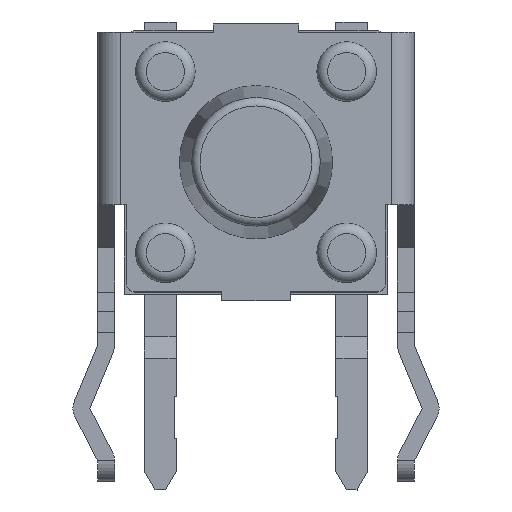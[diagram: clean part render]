
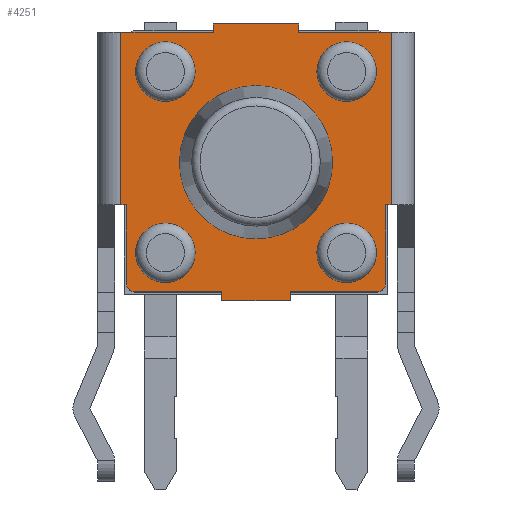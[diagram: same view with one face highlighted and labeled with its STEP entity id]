
A CAD part, top view. The second image highlights one B-rep face of the part: STEP entity #4251.
In plain terms, the highlighted planar face has unit normal (0, 0, 1).
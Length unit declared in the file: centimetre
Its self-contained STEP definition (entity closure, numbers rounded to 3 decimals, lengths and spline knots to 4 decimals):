
#95=PLANE('',#4530);
#239=FACE_BOUND('',#628,.T.);
#240=FACE_BOUND('',#629,.T.);
#241=FACE_BOUND('',#630,.T.);
#242=FACE_BOUND('',#631,.T.);
#243=FACE_BOUND('',#632,.T.);
#375=FACE_OUTER_BOUND('',#627,.T.);
#627=EDGE_LOOP('',(#3549,#3550,#3551,#3552,#3553,#3554,#3555,#3556,#3557,
#3558,#3559,#3560,#3561,#3562,#3563,#3564,#3565,#3566));
#628=EDGE_LOOP('',(#3567));
#629=EDGE_LOOP('',(#3568));
#630=EDGE_LOOP('',(#3569));
#631=EDGE_LOOP('',(#3570));
#632=EDGE_LOOP('',(#3571));
#857=LINE('',#6040,#1403);
#865=LINE('',#6063,#1411);
#997=LINE('',#6336,#1543);
#1002=LINE('',#6347,#1548);
#1149=LINE('',#6643,#1695);
#1150=LINE('',#6645,#1696);
#1151=LINE('',#6647,#1697);
#1152=LINE('',#6648,#1698);
#1153=LINE('',#6649,#1699);
#1154=LINE('',#6651,#1700);
#1155=LINE('',#6655,#1701);
#1156=LINE('',#6657,#1702);
#1157=LINE('',#6659,#1703);
#1158=LINE('',#6661,#1704);
#1159=LINE('',#6663,#1705);
#1160=LINE('',#6666,#1706);
#1403=VECTOR('',#4860,100.);
#1411=VECTOR('',#4876,100.);
#1543=VECTOR('',#5034,100.);
#1548=VECTOR('',#5043,100.);
#1695=VECTOR('',#5340,100.);
#1696=VECTOR('',#5341,100.);
#1697=VECTOR('',#5342,100.);
#1698=VECTOR('',#5343,100.);
#1699=VECTOR('',#5344,100.);
#1700=VECTOR('',#5345,100.);
#1701=VECTOR('',#5348,100.);
#1702=VECTOR('',#5349,100.);
#1703=VECTOR('',#5350,100.);
#1704=VECTOR('',#5351,100.);
#1705=VECTOR('',#5352,100.);
#1706=VECTOR('',#5355,100.);
#1879=CIRCLE('',#4414,0.07);
#1880=CIRCLE('',#4416,0.07);
#1881=CIRCLE('',#4418,0.07);
#1882=CIRCLE('',#4420,0.07);
#1884=CIRCLE('',#4423,0.18);
#1911=CIRCLE('',#4531,0.02);
#1912=CIRCLE('',#4532,0.02);
#1943=VERTEX_POINT('',#5852);
#1944=VERTEX_POINT('',#5855);
#1945=VERTEX_POINT('',#5858);
#1946=VERTEX_POINT('',#5861);
#1948=VERTEX_POINT('',#5866);
#2026=VERTEX_POINT('',#6038);
#2027=VERTEX_POINT('',#6039);
#2037=VERTEX_POINT('',#6060);
#2038=VERTEX_POINT('',#6062);
#2165=VERTEX_POINT('',#6333);
#2166=VERTEX_POINT('',#6335);
#2169=VERTEX_POINT('',#6345);
#2170=VERTEX_POINT('',#6346);
#2245=VERTEX_POINT('',#6644);
#2246=VERTEX_POINT('',#6646);
#2247=VERTEX_POINT('',#6650);
#2248=VERTEX_POINT('',#6652);
#2249=VERTEX_POINT('',#6654);
#2250=VERTEX_POINT('',#6656);
#2251=VERTEX_POINT('',#6658);
#2252=VERTEX_POINT('',#6660);
#2253=VERTEX_POINT('',#6662);
#2254=VERTEX_POINT('',#6664);
#2343=EDGE_CURVE('',#1943,#1943,#1879,.T.);
#2344=EDGE_CURVE('',#1944,#1944,#1880,.T.);
#2345=EDGE_CURVE('',#1945,#1945,#1881,.T.);
#2346=EDGE_CURVE('',#1946,#1946,#1882,.T.);
#2348=EDGE_CURVE('',#1948,#1948,#1884,.T.);
#2431=EDGE_CURVE('',#2026,#2027,#857,.T.);
#2442=EDGE_CURVE('',#2038,#2037,#865,.T.);
#2580=EDGE_CURVE('',#2166,#2165,#997,.T.);
#2586=EDGE_CURVE('',#2169,#2170,#1002,.T.);
#2747=EDGE_CURVE('',#2165,#2026,#1149,.T.);
#2748=EDGE_CURVE('',#2245,#2027,#1150,.T.);
#2749=EDGE_CURVE('',#2246,#2245,#1151,.T.);
#2750=EDGE_CURVE('',#2038,#2246,#1152,.T.);
#2751=EDGE_CURVE('',#2037,#2169,#1153,.T.);
#2752=EDGE_CURVE('',#2247,#2170,#1154,.T.);
#2753=EDGE_CURVE('',#2247,#2248,#1911,.T.);
#2754=EDGE_CURVE('',#2249,#2248,#1155,.T.);
#2755=EDGE_CURVE('',#2250,#2249,#1156,.T.);
#2756=EDGE_CURVE('',#2251,#2250,#1157,.T.);
#2757=EDGE_CURVE('',#2252,#2251,#1158,.T.);
#2758=EDGE_CURVE('',#2252,#2253,#1159,.T.);
#2759=EDGE_CURVE('',#2253,#2254,#1912,.T.);
#2760=EDGE_CURVE('',#2166,#2254,#1160,.T.);
#3549=ORIENTED_EDGE('',*,*,#2580,.T.);
#3550=ORIENTED_EDGE('',*,*,#2747,.T.);
#3551=ORIENTED_EDGE('',*,*,#2431,.T.);
#3552=ORIENTED_EDGE('',*,*,#2748,.F.);
#3553=ORIENTED_EDGE('',*,*,#2749,.F.);
#3554=ORIENTED_EDGE('',*,*,#2750,.F.);
#3555=ORIENTED_EDGE('',*,*,#2442,.T.);
#3556=ORIENTED_EDGE('',*,*,#2751,.T.);
#3557=ORIENTED_EDGE('',*,*,#2586,.T.);
#3558=ORIENTED_EDGE('',*,*,#2752,.F.);
#3559=ORIENTED_EDGE('',*,*,#2753,.T.);
#3560=ORIENTED_EDGE('',*,*,#2754,.F.);
#3561=ORIENTED_EDGE('',*,*,#2755,.F.);
#3562=ORIENTED_EDGE('',*,*,#2756,.F.);
#3563=ORIENTED_EDGE('',*,*,#2757,.F.);
#3564=ORIENTED_EDGE('',*,*,#2758,.T.);
#3565=ORIENTED_EDGE('',*,*,#2759,.T.);
#3566=ORIENTED_EDGE('',*,*,#2760,.F.);
#3567=ORIENTED_EDGE('',*,*,#2343,.T.);
#3568=ORIENTED_EDGE('',*,*,#2344,.T.);
#3569=ORIENTED_EDGE('',*,*,#2345,.T.);
#3570=ORIENTED_EDGE('',*,*,#2346,.T.);
#3571=ORIENTED_EDGE('',*,*,#2348,.T.);
#4251=ADVANCED_FACE('',(#375,#239,#240,#241,#242,#243),#95,.F.);
#4414=AXIS2_PLACEMENT_3D('',#5853,#4734,#4735);
#4416=AXIS2_PLACEMENT_3D('',#5856,#4738,#4739);
#4418=AXIS2_PLACEMENT_3D('',#5859,#4742,#4743);
#4420=AXIS2_PLACEMENT_3D('',#5862,#4746,#4747);
#4423=AXIS2_PLACEMENT_3D('',#5867,#4752,#4753);
#4530=AXIS2_PLACEMENT_3D('',#6642,#5338,#5339);
#4531=AXIS2_PLACEMENT_3D('',#6653,#5346,#5347);
#4532=AXIS2_PLACEMENT_3D('',#6665,#5353,#5354);
#4734=DIRECTION('center_axis',(0.,0.,-1.));
#4735=DIRECTION('ref_axis',(-1.,0.,0.));
#4738=DIRECTION('center_axis',(0.,0.,-1.));
#4739=DIRECTION('ref_axis',(-1.,0.,0.));
#4742=DIRECTION('center_axis',(0.,0.,-1.));
#4743=DIRECTION('ref_axis',(-1.,0.,0.));
#4746=DIRECTION('center_axis',(0.,0.,-1.));
#4747=DIRECTION('ref_axis',(-1.,0.,0.));
#4752=DIRECTION('center_axis',(0.,0.,-1.));
#4753=DIRECTION('ref_axis',(-1.,0.,0.));
#4860=DIRECTION('',(-1.,0.,0.));
#4876=DIRECTION('',(-1.,0.,0.));
#5034=DIRECTION('',(1.,0.,0.));
#5043=DIRECTION('',(1.,0.,0.));
#5338=DIRECTION('center_axis',(0.,0.,-1.));
#5339=DIRECTION('ref_axis',(0.,-1.,0.));
#5340=DIRECTION('',(0.,1.,0.));
#5341=DIRECTION('',(0.,-1.,0.));
#5342=DIRECTION('',(1.,0.,0.));
#5343=DIRECTION('',(0.,1.,0.));
#5344=DIRECTION('',(0.,-1.,0.));
#5345=DIRECTION('',(0.,1.,0.));
#5346=DIRECTION('center_axis',(0.,0.,1.));
#5347=DIRECTION('ref_axis',(-1.,0.,0.));
#5348=DIRECTION('',(-1.,0.,0.));
#5349=DIRECTION('',(0.,1.,0.));
#5350=DIRECTION('',(-1.,0.,0.));
#5351=DIRECTION('',(0.,-1.,0.));
#5352=DIRECTION('',(1.,0.,0.));
#5353=DIRECTION('center_axis',(0.,0.,1.));
#5354=DIRECTION('ref_axis',(-1.,0.,0.));
#5355=DIRECTION('',(0.,-1.,0.));
#5852=CARTESIAN_POINT('',(-0.283,-0.213,0.));
#5853=CARTESIAN_POINT('Origin',(-0.213,-0.213,0.));
#5855=CARTESIAN_POINT('',(0.143,-0.213,0.));
#5856=CARTESIAN_POINT('Origin',(0.213,-0.213,0.));
#5858=CARTESIAN_POINT('',(-0.283,0.213,0.));
#5859=CARTESIAN_POINT('Origin',(-0.213,0.213,0.));
#5861=CARTESIAN_POINT('',(0.143,0.213,0.));
#5862=CARTESIAN_POINT('Origin',(0.213,0.213,0.));
#5866=CARTESIAN_POINT('',(-0.18,0.,0.));
#5867=CARTESIAN_POINT('Origin',(0.,0.,0.));
#6038=CARTESIAN_POINT('',(0.3175,0.305,0.));
#6039=CARTESIAN_POINT('',(0.1,0.305,0.));
#6040=CARTESIAN_POINT('',(0.31,0.305,0.));
#6060=CARTESIAN_POINT('',(-0.3175,0.305,0.));
#6062=CARTESIAN_POINT('',(-0.1,0.305,0.));
#6063=CARTESIAN_POINT('',(-0.3725,0.305,0.));
#6333=CARTESIAN_POINT('',(0.3175,-0.1,0.));
#6335=CARTESIAN_POINT('',(0.305,-0.1,0.));
#6336=CARTESIAN_POINT('',(0.3725,-0.1,0.));
#6345=CARTESIAN_POINT('',(-0.3175,-0.1,0.));
#6346=CARTESIAN_POINT('',(-0.305,-0.1,0.));
#6347=CARTESIAN_POINT('',(-0.31,-0.1,0.));
#6642=CARTESIAN_POINT('Origin',(0.3725,-0.1,0.));
#6643=CARTESIAN_POINT('',(0.3175,-0.1,0.));
#6644=CARTESIAN_POINT('',(0.1,0.325,0.));
#6645=CARTESIAN_POINT('',(0.1,0.31,0.));
#6646=CARTESIAN_POINT('',(-0.1,0.325,0.));
#6647=CARTESIAN_POINT('',(0.1,0.325,0.));
#6648=CARTESIAN_POINT('',(-0.1,0.305,0.));
#6649=CARTESIAN_POINT('',(-0.3175,-0.1,0.));
#6650=CARTESIAN_POINT('',(-0.305,-0.285,0.));
#6651=CARTESIAN_POINT('',(-0.305,-0.31,0.));
#6652=CARTESIAN_POINT('',(-0.285,-0.305,0.));
#6653=CARTESIAN_POINT('Origin',(-0.285,-0.285,0.));
#6654=CARTESIAN_POINT('',(-0.08,-0.305,0.));
#6655=CARTESIAN_POINT('',(-0.08,-0.305,0.));
#6656=CARTESIAN_POINT('',(-0.08,-0.325,0.));
#6657=CARTESIAN_POINT('',(-0.08,-0.31,0.));
#6658=CARTESIAN_POINT('',(0.08,-0.325,0.));
#6659=CARTESIAN_POINT('',(-0.08,-0.325,0.));
#6660=CARTESIAN_POINT('',(0.08,-0.305,0.));
#6661=CARTESIAN_POINT('',(0.08,-0.305,0.));
#6662=CARTESIAN_POINT('',(0.285,-0.305,0.));
#6663=CARTESIAN_POINT('',(0.08,-0.305,0.));
#6664=CARTESIAN_POINT('',(0.305,-0.285,0.));
#6665=CARTESIAN_POINT('Origin',(0.285,-0.285,0.));
#6666=CARTESIAN_POINT('',(0.305,-0.1,0.));
